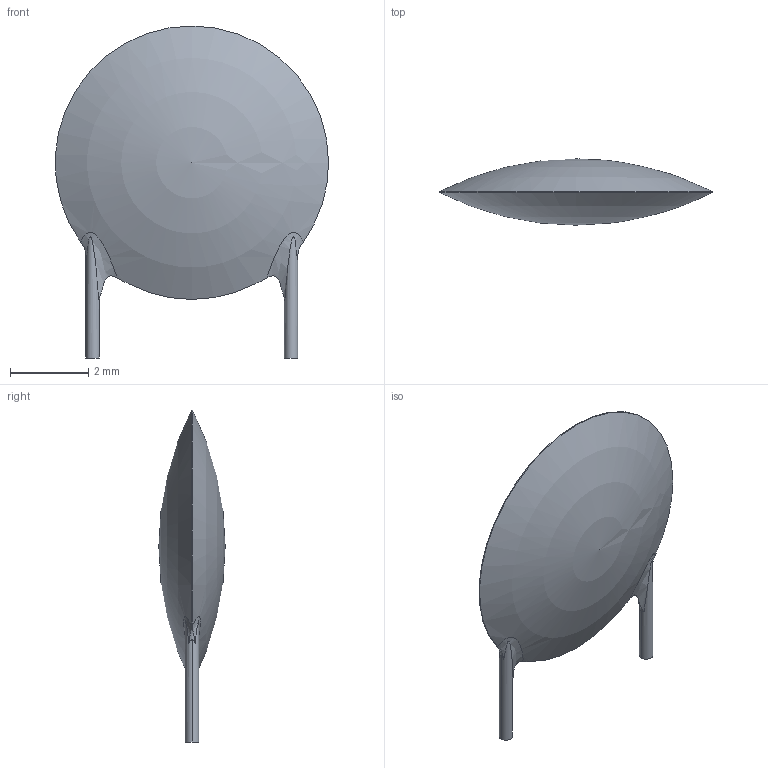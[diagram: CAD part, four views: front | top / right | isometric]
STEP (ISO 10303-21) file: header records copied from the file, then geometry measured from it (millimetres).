
FILE_DESCRIPTION (( 'STEP AP214' ), '1' );
FILE_NAME ('User Library-Ceramic Disc Capacitor 0.2in pitch.STEP', '2012-03-24T16:46:14', ( 'sysAdmin' ), ( 'SolidWorks' ), 'SwSTEP 2.0', 'SolidWorks 2012', '' );
FILE_SCHEMA (( 'AUTOMOTIVE_DESIGN' ));
Length unit declared in the file: millimetre
Products named in the file (1): User Library-Ceramic Disc Capacitor 0.2in pitch
Bounding box: 6.99 x 1.7 x 8.5 mm (x, y, z)
Volume: 34.2 mm3; surface area: 87.8 mm2
Topology: 1 solids, 1 shells, 21 faces, 61 edges, 40 vertices
Faces by surface type: bspline 10, cylinder 7, sphere 2, plane 2
Entity records: 1434 total; most frequent: CARTESIAN_POINT 775, ORIENTED_EDGE 110, EDGE_CURVE 55, DIRECTION 53, B_SPLINE_CURVE_WITH_KNOTS 38, VERTEX_POINT 36, AXIS2_PLACEMENT_3D 24, UNCERTAINTY_MEASURE_WITH_UNIT 22
